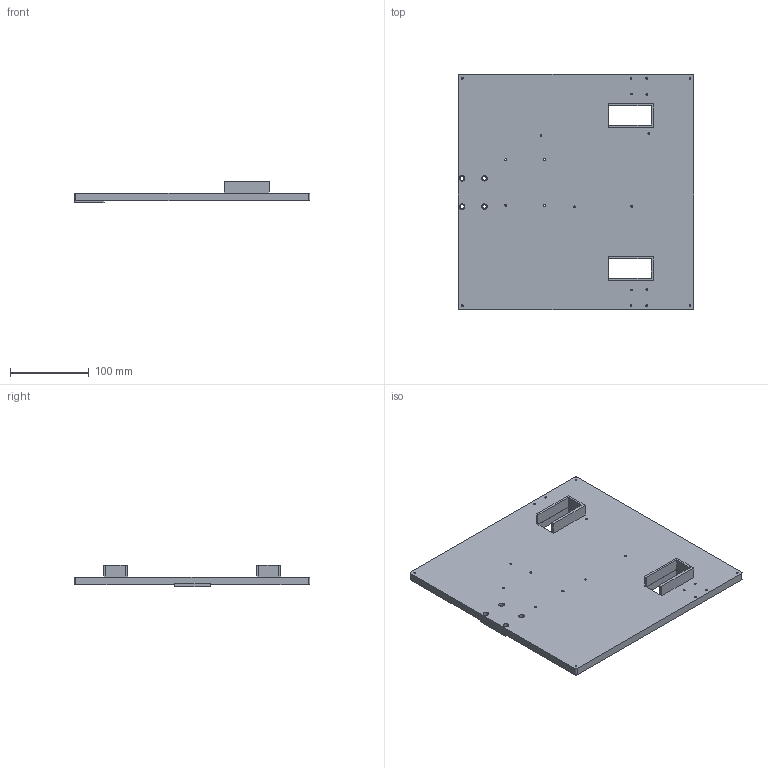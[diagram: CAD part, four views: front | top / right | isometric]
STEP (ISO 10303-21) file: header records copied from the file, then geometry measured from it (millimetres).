
FILE_DESCRIPTION(('FreeCAD Model'),'2;1');
FILE_NAME('Open CASCADE Shape Model','2025-11-26T11:53:28',(''),(''), 'Open CASCADE STEP processor 7.9','FreeCAD','Unknown');
FILE_SCHEMA(('AUTOMOTIVE_DESIGN { 1 0 10303 214 1 1 1 1 }'));
Length unit declared in the file: millimetre
Products named in the file (1): Bottom
Bounding box: 300.14 x 300 x 27.4 mm (x, y, z)
Volume: 887527.5 mm3; surface area: 202530.1 mm2
Topology: 3 solids, 3 shells, 87 faces, 233 edges, 156 vertices
Faces by surface type: plane 51, cylinder 36
Full cylindrical faces by diameter (mm): 2.4 x13, 2.46 x2, 2.462 x1, 2.7 x1, 2.712 x1, 2.724 x1, 2.729 x1, 4.948 x1, 4.972 x1, 4.988 x1, 4.989 x1, 4.992 x1, 5.007 x1, 5.051 x1, 5.096 x1, 7.01 x4
Entity records: 2889 total; most frequent: DIRECTION 495, CARTESIAN_POINT 478, ORIENTED_EDGE 466, EDGE_CURVE 233, AXIS2_PLACEMENT_3D 175, VERTEX_POINT 156, LINE 145, VECTOR 145
